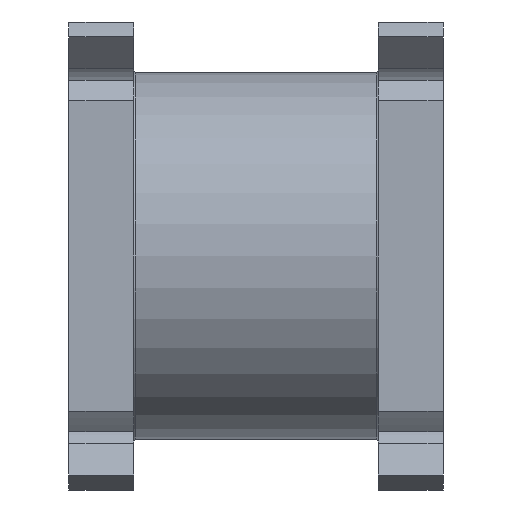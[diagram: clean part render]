
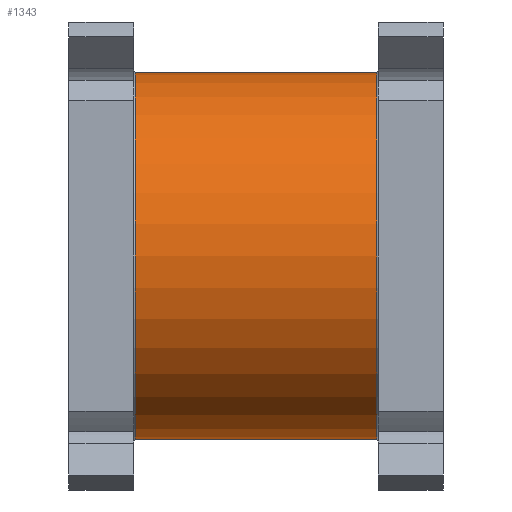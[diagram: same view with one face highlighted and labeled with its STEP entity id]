
A CAD part, left-side view. The second image highlights one B-rep face of the part: STEP entity #1343.
In plain terms, the highlighted cylindrical face has radius 25.5 mm (diameter 51 mm), a partial arc.
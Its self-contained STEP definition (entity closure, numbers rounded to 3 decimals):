
#61 = AXIS2_PLACEMENT_3D ( 'NONE', #1835, #934, #169 ) ;
#169 = DIRECTION ( 'NONE',  ( 0., 0., 1. ) ) ;
#170 = ORIENTED_EDGE ( 'NONE', *, *, #1375, .F. ) ;
#200 = VECTOR ( 'NONE', #1411, 1000. ) ;
#237 = DIRECTION ( 'NONE',  ( 0., 0., -1. ) ) ;
#280 = CARTESIAN_POINT ( 'NONE',  ( 0., 16.8, -25.5 ) ) ;
#392 = FACE_OUTER_BOUND ( 'NONE', #1660, .T. ) ;
#515 = ORIENTED_EDGE ( 'NONE', *, *, #696, .T. ) ;
#539 = CARTESIAN_POINT ( 'NONE',  ( 0., 0., -25.5 ) ) ;
#600 = LINE ( 'NONE', #2269, #1890 ) ;
#693 = DIRECTION ( 'NONE',  ( 0., -1., 0. ) ) ;
#696 = EDGE_CURVE ( 'NONE', #1781, #2232, #2378, .T. ) ;
#714 = EDGE_CURVE ( 'NONE', #956, #2232, #815, .T. ) ;
#760 = ORIENTED_EDGE ( 'NONE', *, *, #714, .F. ) ;
#815 = CIRCLE ( 'NONE', #1633, 25.5 ) ;
#845 = CARTESIAN_POINT ( 'NONE',  ( 0., -16.8, -25.5 ) ) ;
#934 = DIRECTION ( 'NONE',  ( 0., -1., 0. ) ) ;
#956 = VERTEX_POINT ( 'NONE', #2106 ) ;
#1211 = CIRCLE ( 'NONE', #2239, 25.5 ) ;
#1335 = CARTESIAN_POINT ( 'NONE',  ( 0., 16.8, 0. ) ) ;
#1343 = ADVANCED_FACE ( 'NONE', ( #392 ), #1877, .T. ) ;
#1356 = DIRECTION ( 'NONE',  ( 0., -1., 0. ) ) ;
#1375 = EDGE_CURVE ( 'NONE', #2086, #956, #600, .T. ) ;
#1411 = DIRECTION ( 'NONE',  ( 0., -1., 0. ) ) ;
#1422 = EDGE_CURVE ( 'NONE', #1781, #2086, #1211, .T. ) ;
#1633 = AXIS2_PLACEMENT_3D ( 'NONE', #1639, #693, #1990 ) ;
#1639 = CARTESIAN_POINT ( 'NONE',  ( 0., -16.8, 0. ) ) ;
#1660 = EDGE_LOOP ( 'NONE', ( #2279, #515, #760, #170 ) ) ;
#1781 = VERTEX_POINT ( 'NONE', #280 ) ;
#1835 = CARTESIAN_POINT ( 'NONE',  ( 0., 0., 0. ) ) ;
#1877 = CYLINDRICAL_SURFACE ( 'NONE', #61, 25.5 ) ;
#1883 = DIRECTION ( 'NONE',  ( 0., 1., 0. ) ) ;
#1890 = VECTOR ( 'NONE', #1356, 1000. ) ;
#1990 = DIRECTION ( 'NONE',  ( 0., 0., -1. ) ) ;
#2086 = VERTEX_POINT ( 'NONE', #2273 ) ;
#2106 = CARTESIAN_POINT ( 'NONE',  ( 0., -16.8, 25.5 ) ) ;
#2232 = VERTEX_POINT ( 'NONE', #845 ) ;
#2239 = AXIS2_PLACEMENT_3D ( 'NONE', #1335, #1883, #237 ) ;
#2269 = CARTESIAN_POINT ( 'NONE',  ( 0., 0., 25.5 ) ) ;
#2273 = CARTESIAN_POINT ( 'NONE',  ( 0., 16.8, 25.5 ) ) ;
#2279 = ORIENTED_EDGE ( 'NONE', *, *, #1422, .F. ) ;
#2378 = LINE ( 'NONE', #539, #200 ) ;
